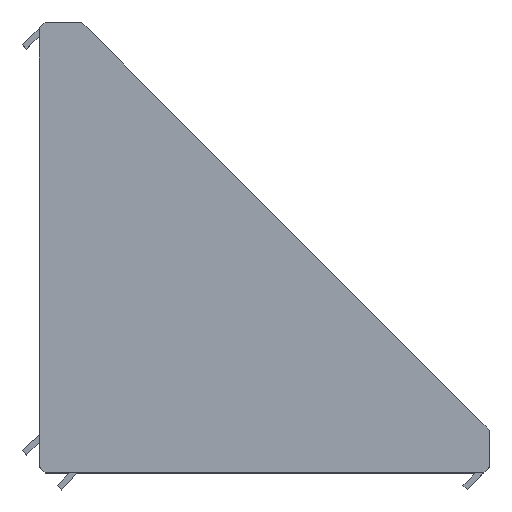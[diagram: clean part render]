
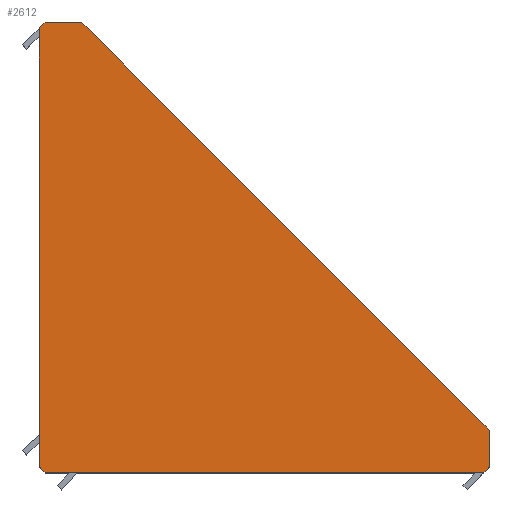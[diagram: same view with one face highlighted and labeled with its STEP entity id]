
A CAD part, top view. The second image highlights one B-rep face of the part: STEP entity #2612.
In plain terms, the highlighted planar face has unit normal (0, 0, 1).
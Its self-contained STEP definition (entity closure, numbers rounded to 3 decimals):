
#95 = EDGE_CURVE ( 'NONE', #2335, #1577, #497, .T. ) ;
#112 = VERTEX_POINT ( 'NONE', #1913 ) ;
#115 = ORIENTED_EDGE ( 'NONE', *, *, #3796, .T. ) ;
#252 = LINE ( 'NONE', #4041, #3434 ) ;
#268 = VERTEX_POINT ( 'NONE', #2705 ) ;
#272 = CARTESIAN_POINT ( 'NONE',  ( 0., 75.8, 35. ) ) ;
#302 = VECTOR ( 'NONE', #2483, 1000. ) ;
#306 = DIRECTION ( 'NONE',  ( 0.707, 0.707, 0. ) ) ;
#343 = CARTESIAN_POINT ( 'NONE',  ( 7.1, 75.8, 35. ) ) ;
#418 = CARTESIAN_POINT ( 'NONE',  ( -37.4, 37.4, 35. ) ) ;
#497 = LINE ( 'NONE', #2934, #3923 ) ;
#501 = VERTEX_POINT ( 'NONE', #2170 ) ;
#574 = CARTESIAN_POINT ( 'NONE',  ( 0.5, 0.5, 35. ) ) ;
#600 = VERTEX_POINT ( 'NONE', #3207 ) ;
#606 = VERTEX_POINT ( 'NONE', #2196 ) ;
#704 = LINE ( 'NONE', #3784, #3174 ) ;
#768 = ORIENTED_EDGE ( 'NONE', *, *, #2832, .F. ) ;
#809 = ORIENTED_EDGE ( 'NONE', *, *, #1808, .F. ) ;
#814 = VECTOR ( 'NONE', #2462, 1000. ) ;
#888 = LINE ( 'NONE', #3864, #4069 ) ;
#899 = CARTESIAN_POINT ( 'NONE',  ( 1., 0., 35. ) ) ;
#1127 = ORIENTED_EDGE ( 'NONE', *, *, #3444, .F. ) ;
#1139 = CARTESIAN_POINT ( 'NONE',  ( 75.8, 0., 35. ) ) ;
#1255 = EDGE_CURVE ( 'NONE', #268, #2335, #1967, .T. ) ;
#1285 = EDGE_CURVE ( 'NONE', #1577, #1481, #2953, .T. ) ;
#1369 = DIRECTION ( 'NONE',  ( 0., 0., 1. ) ) ;
#1481 = VERTEX_POINT ( 'NONE', #3354 ) ;
#1485 = ORIENTED_EDGE ( 'NONE', *, *, #95, .T. ) ;
#1539 = CARTESIAN_POINT ( 'NONE',  ( 8.1, 74.8, 35. ) ) ;
#1577 = VERTEX_POINT ( 'NONE', #3038 ) ;
#1720 = EDGE_CURVE ( 'NONE', #501, #3964, #888, .T. ) ;
#1731 = DIRECTION ( 'NONE',  ( 1., 0., 0. ) ) ;
#1767 = CARTESIAN_POINT ( 'NONE',  ( 0., 0., 35. ) ) ;
#1808 = EDGE_CURVE ( 'NONE', #268, #600, #2240, .T. ) ;
#1913 = CARTESIAN_POINT ( 'NONE',  ( 75.8, 7.1, 35. ) ) ;
#1914 = DIRECTION ( 'NONE',  ( 0.707, -0.707, 0. ) ) ;
#1961 = DIRECTION ( 'NONE',  ( 0., 1., 0. ) ) ;
#1967 = LINE ( 'NONE', #574, #3802 ) ;
#2063 = PLANE ( 'NONE',  #2201 ) ;
#2170 = CARTESIAN_POINT ( 'NONE',  ( 74.8, 8.1, 35. ) ) ;
#2196 = CARTESIAN_POINT ( 'NONE',  ( 1., 75.8, 35. ) ) ;
#2201 = AXIS2_PLACEMENT_3D ( 'NONE', #1767, #1369, #3775 ) ;
#2240 = LINE ( 'NONE', #272, #2452 ) ;
#2268 = LINE ( 'NONE', #4144, #3070 ) ;
#2278 = EDGE_LOOP ( 'NONE', ( #809, #3642, #1485, #2589, #115, #4393, #2921, #1127, #4055, #768 ) ) ;
#2335 = VERTEX_POINT ( 'NONE', #899 ) ;
#2417 = DIRECTION ( 'NONE',  ( -0.707, 0.707, 0. ) ) ;
#2438 = FACE_OUTER_BOUND ( 'NONE', #2278, .T. ) ;
#2452 = VECTOR ( 'NONE', #1961, 1000. ) ;
#2462 = DIRECTION ( 'NONE',  ( 0.707, 0.707, 0. ) ) ;
#2477 = VERTEX_POINT ( 'NONE', #343 ) ;
#2483 = DIRECTION ( 'NONE',  ( 0., 1., 0. ) ) ;
#2589 = ORIENTED_EDGE ( 'NONE', *, *, #1285, .T. ) ;
#2612 = ADVANCED_FACE ( 'NONE', ( #2438 ), #2063, .T. ) ;
#2705 = CARTESIAN_POINT ( 'NONE',  ( 0., 1., 35. ) ) ;
#2709 = CARTESIAN_POINT ( 'NONE',  ( 37.4, -37.4, 35. ) ) ;
#2778 = DIRECTION ( 'NONE',  ( 0.707, -0.707, 0. ) ) ;
#2813 = LINE ( 'NONE', #1139, #302 ) ;
#2832 = EDGE_CURVE ( 'NONE', #600, #606, #3130, .T. ) ;
#2921 = ORIENTED_EDGE ( 'NONE', *, *, #1720, .T. ) ;
#2934 = CARTESIAN_POINT ( 'NONE',  ( 75.8, 0., 35. ) ) ;
#2953 = LINE ( 'NONE', #2709, #3861 ) ;
#3038 = CARTESIAN_POINT ( 'NONE',  ( 74.8, 0., 35. ) ) ;
#3070 = VECTOR ( 'NONE', #2778, 1000. ) ;
#3130 = LINE ( 'NONE', #418, #814 ) ;
#3174 = VECTOR ( 'NONE', #2417, 1000. ) ;
#3207 = CARTESIAN_POINT ( 'NONE',  ( 0., 74.8, 35. ) ) ;
#3354 = CARTESIAN_POINT ( 'NONE',  ( 75.8, 1., 35. ) ) ;
#3407 = EDGE_CURVE ( 'NONE', #606, #2477, #252, .T. ) ;
#3434 = VECTOR ( 'NONE', #1731, 1000. ) ;
#3439 = EDGE_CURVE ( 'NONE', #112, #501, #704, .T. ) ;
#3444 = EDGE_CURVE ( 'NONE', #2477, #3964, #2268, .T. ) ;
#3516 = DIRECTION ( 'NONE',  ( -0.707, 0.707, 0. ) ) ;
#3642 = ORIENTED_EDGE ( 'NONE', *, *, #1255, .T. ) ;
#3775 = DIRECTION ( 'NONE',  ( 1., 0., 0. ) ) ;
#3784 = CARTESIAN_POINT ( 'NONE',  ( 41.45, 41.45, 35. ) ) ;
#3796 = EDGE_CURVE ( 'NONE', #1481, #112, #2813, .T. ) ;
#3802 = VECTOR ( 'NONE', #1914, 1000. ) ;
#3861 = VECTOR ( 'NONE', #306, 1000. ) ;
#3864 = CARTESIAN_POINT ( 'NONE',  ( 41.45, 41.45, 35. ) ) ;
#3923 = VECTOR ( 'NONE', #4297, 1000. ) ;
#3964 = VERTEX_POINT ( 'NONE', #1539 ) ;
#4041 = CARTESIAN_POINT ( 'NONE',  ( 0., 75.8, 35. ) ) ;
#4055 = ORIENTED_EDGE ( 'NONE', *, *, #3407, .F. ) ;
#4069 = VECTOR ( 'NONE', #3516, 1000. ) ;
#4144 = CARTESIAN_POINT ( 'NONE',  ( 41.45, 41.45, 35. ) ) ;
#4297 = DIRECTION ( 'NONE',  ( 1., 0., 0. ) ) ;
#4393 = ORIENTED_EDGE ( 'NONE', *, *, #3439, .T. ) ;
